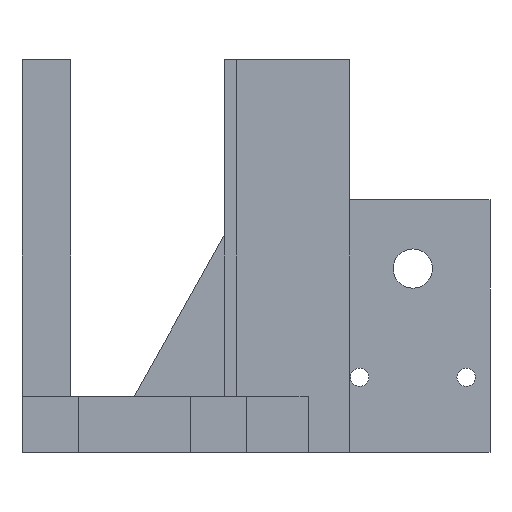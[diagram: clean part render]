
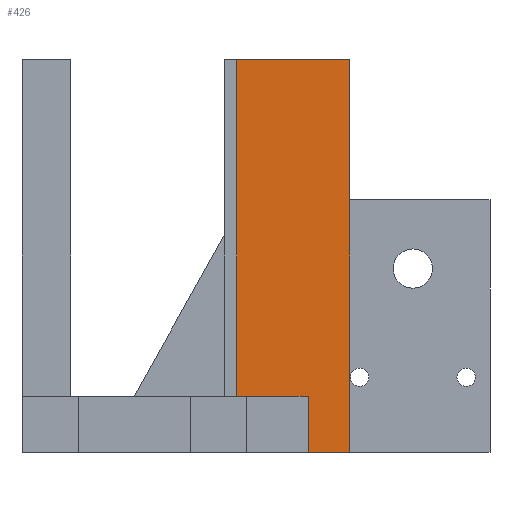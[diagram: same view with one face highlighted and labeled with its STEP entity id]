
A CAD part, left-side view. The second image highlights one B-rep face of the part: STEP entity #426.
In plain terms, the highlighted planar face has unit normal (-1, 0, 0).
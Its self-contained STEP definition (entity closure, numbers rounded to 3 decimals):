
#426=ADVANCED_FACE('',(#902),#904,.T.);
#902=FACE_BOUND('',#903,.T.);
#903=EDGE_LOOP('',(#1296,#1297,#1298,#1299,#1300,#1301));
#904=PLANE('',#905);
#905=AXIS2_PLACEMENT_3D('',#906,#907,#908);
#906=CARTESIAN_POINT('',(7.5,-20.,10.));
#907=DIRECTION('',(-1.,0.,0.));
#908=DIRECTION('',(0.,0.,-1.));
#1296=ORIENTED_EDGE('',*,*,#1528,.T.);
#1297=ORIENTED_EDGE('',*,*,#1427,.T.);
#1298=ORIENTED_EDGE('',*,*,#1437,.T.);
#1299=ORIENTED_EDGE('',*,*,#1495,.F.);
#1300=ORIENTED_EDGE('',*,*,#1529,.T.);
#1301=ORIENTED_EDGE('',*,*,#1476,.T.);
#1427=EDGE_CURVE('',#1650,#1648,#1651,.T.);
#1437=EDGE_CURVE('',#1648,#1666,#1668,.T.);
#1476=EDGE_CURVE('',#1744,#1742,#1745,.T.);
#1495=EDGE_CURVE('',#1777,#1666,#1779,.T.);
#1528=EDGE_CURVE('',#1742,#1650,#1814,.T.);
#1529=EDGE_CURVE('',#1777,#1744,#1815,.T.);
#1648=VERTEX_POINT('',#2046);
#1650=VERTEX_POINT('',#2050);
#1651=LINE('',#2051,#2052);
#1666=VERTEX_POINT('',#2084);
#1668=LINE('',#2088,#2089);
#1742=VERTEX_POINT('',#2238);
#1744=VERTEX_POINT('',#2242);
#1745=LINE('',#2243,#2244);
#1777=VERTEX_POINT('',#2311);
#1779=LINE('',#2315,#2316);
#1814=LINE('',#2416,#2417);
#1815=LINE('',#2419,#2420);
#2046=CARTESIAN_POINT('',(7.5,-38.5,0.));
#2050=CARTESIAN_POINT('',(7.5,-31.05,0.));
#2051=CARTESIAN_POINT('',(7.5,-31.05,0.));
#2052=VECTOR('',#2053,1.);
#2053=DIRECTION('',(0.,-1.,0.));
#2084=CARTESIAN_POINT('',(7.5,-38.5,70.));
#2088=CARTESIAN_POINT('',(7.5,-38.5,0.));
#2089=VECTOR('',#2090,1.);
#2090=DIRECTION('',(0.,0.,1.));
#2238=CARTESIAN_POINT('',(7.5,-31.05,10.));
#2242=CARTESIAN_POINT('',(7.5,-18.3,10.));
#2243=CARTESIAN_POINT('',(7.5,-18.3,10.));
#2244=VECTOR('',#2245,1.);
#2245=DIRECTION('',(0.,-1.,0.));
#2311=CARTESIAN_POINT('',(7.5,-18.3,70.));
#2315=CARTESIAN_POINT('',(7.5,-18.3,70.));
#2316=VECTOR('',#2317,1.);
#2317=DIRECTION('',(0.,-1.,0.));
#2416=CARTESIAN_POINT('',(7.5,-31.05,10.));
#2417=VECTOR('',#2418,1.);
#2418=DIRECTION('',(0.,0.,-1.));
#2419=CARTESIAN_POINT('',(7.5,-18.3,70.));
#2420=VECTOR('',#2421,1.);
#2421=DIRECTION('',(0.,0.,-1.));
